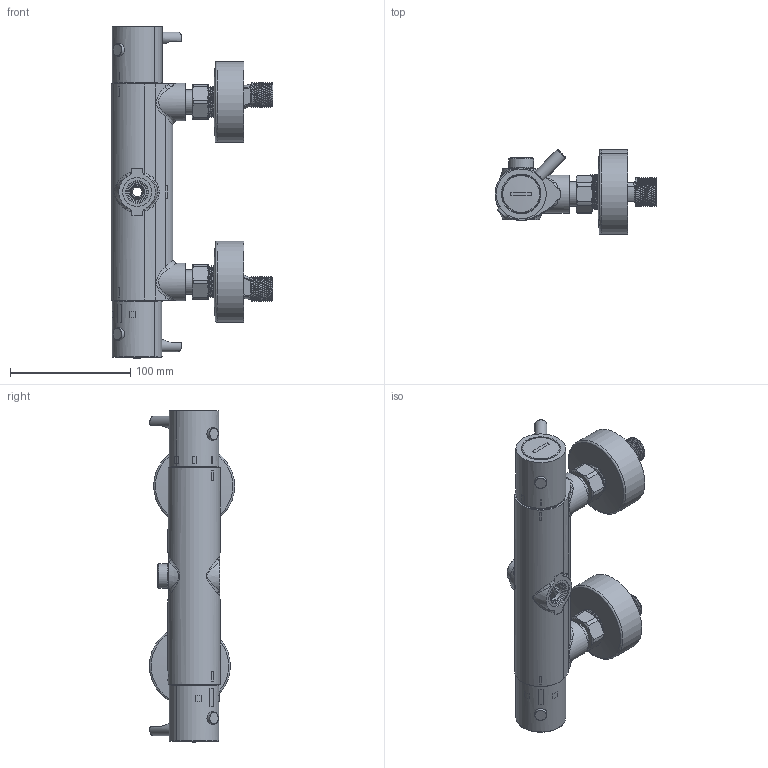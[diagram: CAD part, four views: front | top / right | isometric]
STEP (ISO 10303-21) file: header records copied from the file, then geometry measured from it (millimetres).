
FILE_DESCRIPTION (( 'STEP AP203' ), '1' );
FILE_NAME ('39D307614.STEP', '2024-03-14T09:51:03', ( '' ), ( '' ), 'SwSTEP 2.0', 'SolidWorks 2021', '' );
FILE_SCHEMA (( 'CONFIG_CONTROL_DESIGN' ));
Length unit declared in the file: millimetre
Products named in the file (1): 39D307614
Bounding box: 134.9 x 71.06 x 276.65 mm (x, y, z)
Volume: 220822.4 mm3; surface area: 173878.2 mm2
Topology: 21 solids, 21 shells, 1487 faces, 3760 edges, 2373 vertices
Faces by surface type: plane 510, cylinder 403, bspline 375, cone 117, torus 63, sphere 19
Full cylindrical faces by diameter (mm): 3.1 x4, 3.3 x2, 3.4 x4, 4 x1, 4.15 x2, 4.5 x1, 4.65 x2, 5.8 x7, 6 x1, 7.5 x1, 7.8 x1, 8 x1, 9 x1, 10 x2, 10.2 x2, 12 x1, 12.8 x1, 14.1 x1, 14.5 x2, 15 x5, 16.2 x2, 17.6 x1, 18 x3, 18.2 x2, 18.5 x2, 18.9 x1, 19 x2, 19.6 x1, 19.7 x1, 20 x2
Entity records: 87816 total; most frequent: CARTESIAN_POINT 56990, ORIENTED_EDGE 6806, DIRECTION 5425, EDGE_CURVE 3403, VERTEX_POINT 2261, AXIS2_PLACEMENT_3D 2135, EDGE_LOOP 1824, FACE_OUTER_BOUND 1608
